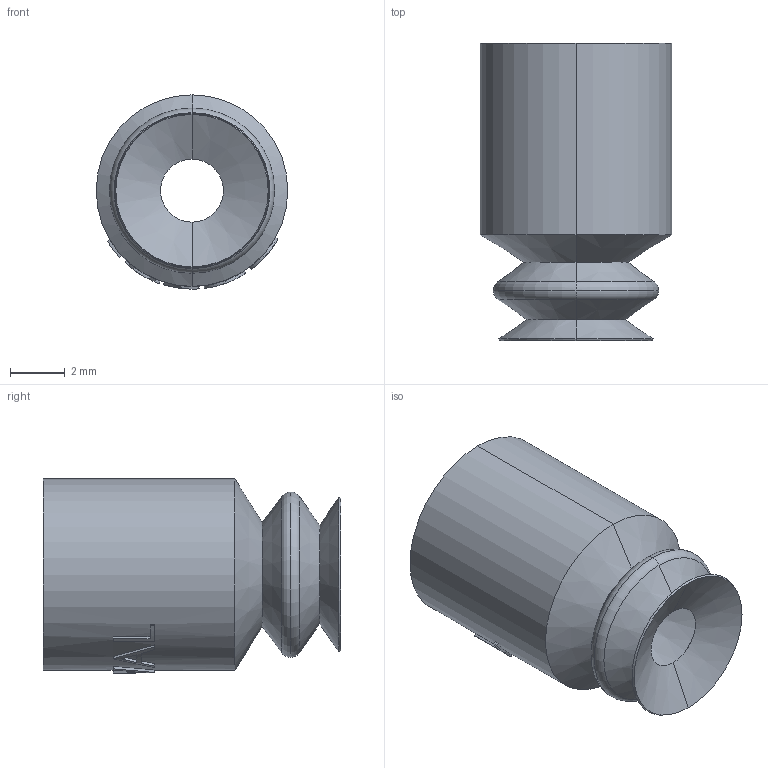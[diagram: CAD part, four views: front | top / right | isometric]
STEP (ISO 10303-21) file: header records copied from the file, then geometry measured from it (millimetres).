
FILE_DESCRIPTION(('STEP AP214'),'1');
FILE_NAME('COVAL_VSA5SIT5.stp','2017-12-27T18:34:40',('TraceParts'),('TraceParts S.A.'),'Spatial InterOp 3D',' ',' ');
FILE_SCHEMA(('automotive_design'));
Length unit declared in the file: millimetre
Products named in the file (1): COVAL_VSA5SIT5
Bounding box: 7 x 10.87 x 7.1 mm (x, y, z)
Volume: 219.6 mm3; surface area: 451.6 mm2
Topology: 1 solids, 1 shells, 78 faces, 189 edges, 118 vertices
Faces by surface type: bspline 29, cone 18, plane 15, cylinder 12, torus 4
Entity records: 5874 total; most frequent: CARTESIAN_POINT 3646, ORIENTED_EDGE 378, DIRECTION 244, EDGE_CURVE 189, VERTEX_POINT 118, AXIS2_PLACEMENT_3D 104, B_SPLINE_CURVE_WITH_KNOTS 99, EDGE_LOOP 85
